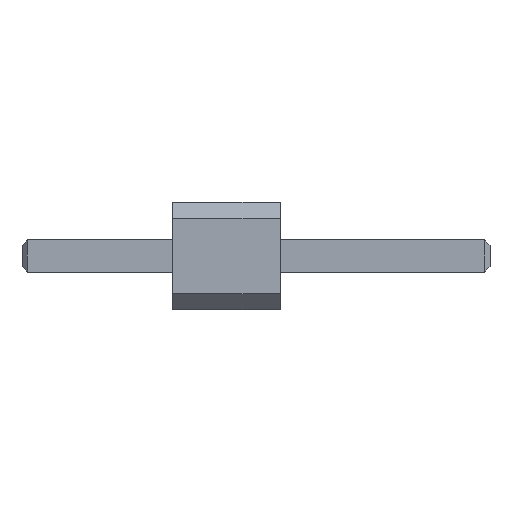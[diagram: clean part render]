
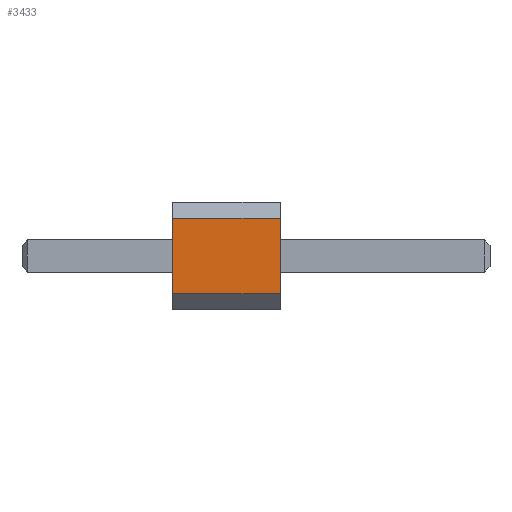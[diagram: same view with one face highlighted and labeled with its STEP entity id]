
A CAD part, front view. The second image highlights one B-rep face of the part: STEP entity #3433.
In plain terms, the highlighted planar face has unit normal (0, -1, 0).
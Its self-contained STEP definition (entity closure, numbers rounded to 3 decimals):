
#527 = CARTESIAN_POINT ( 'NONE',  ( 0., -1., 1.7 ) ) ;
#859 = DIRECTION ( 'NONE',  ( 0., 0., -1. ) ) ;
#1139 = ORIENTED_EDGE ( 'NONE', *, *, #1335, .F. ) ;
#1335 = EDGE_CURVE ( 'NONE', #4302, #5157, #5447, .T. ) ;
#1519 = DIRECTION ( 'NONE',  ( -1., 0., 0. ) ) ;
#1537 = CARTESIAN_POINT ( 'NONE',  ( 2., -1., 1.7 ) ) ;
#1594 = DIRECTION ( 'NONE',  ( 0., 1., 0. ) ) ;
#1956 = EDGE_LOOP ( 'NONE', ( #4638, #4213, #1139, #3848 ) ) ;
#2010 = DIRECTION ( 'NONE',  ( 0., 0., -1. ) ) ;
#2065 = CARTESIAN_POINT ( 'NONE',  ( 0., -1., 1.7 ) ) ;
#2067 = EDGE_CURVE ( 'NONE', #5157, #5711, #4957, .T. ) ;
#2078 = VECTOR ( 'NONE', #2010, 1000. ) ;
#2323 = FACE_OUTER_BOUND ( 'NONE', #1956, .T. ) ;
#2387 = CARTESIAN_POINT ( 'NONE',  ( 0., -1., 0.3 ) ) ;
#2485 = VECTOR ( 'NONE', #7308, 1000. ) ;
#2529 = EDGE_CURVE ( 'NONE', #6793, #5711, #5921, .T. ) ;
#3005 = VECTOR ( 'NONE', #1519, 1000. ) ;
#3295 = CARTESIAN_POINT ( 'NONE',  ( 2., -1., 1.7 ) ) ;
#3433 = ADVANCED_FACE ( 'NONE', ( #2323 ), #5017, .F. ) ;
#3561 = AXIS2_PLACEMENT_3D ( 'NONE', #3295, #1594, #4513 ) ;
#3805 = EDGE_CURVE ( 'NONE', #4302, #6793, #3990, .T. ) ;
#3848 = ORIENTED_EDGE ( 'NONE', *, *, #3805, .T. ) ;
#3990 = LINE ( 'NONE', #6121, #2485 ) ;
#4213 = ORIENTED_EDGE ( 'NONE', *, *, #2067, .F. ) ;
#4283 = VECTOR ( 'NONE', #859, 1000. ) ;
#4302 = VERTEX_POINT ( 'NONE', #1537 ) ;
#4513 = DIRECTION ( 'NONE',  ( 0., 0., 1. ) ) ;
#4638 = ORIENTED_EDGE ( 'NONE', *, *, #2529, .T. ) ;
#4669 = CARTESIAN_POINT ( 'NONE',  ( 2., -1., 0.3 ) ) ;
#4957 = LINE ( 'NONE', #7275, #3005 ) ;
#5017 = PLANE ( 'NONE',  #3561 ) ;
#5157 = VERTEX_POINT ( 'NONE', #4669 ) ;
#5447 = LINE ( 'NONE', #5933, #4283 ) ;
#5711 = VERTEX_POINT ( 'NONE', #2387 ) ;
#5921 = LINE ( 'NONE', #2065, #2078 ) ;
#5933 = CARTESIAN_POINT ( 'NONE',  ( 2., -1., 1.7 ) ) ;
#6121 = CARTESIAN_POINT ( 'NONE',  ( 2., -1., 1.7 ) ) ;
#6793 = VERTEX_POINT ( 'NONE', #527 ) ;
#7275 = CARTESIAN_POINT ( 'NONE',  ( 2., -1., 0.3 ) ) ;
#7308 = DIRECTION ( 'NONE',  ( -1., 0., 0. ) ) ;
